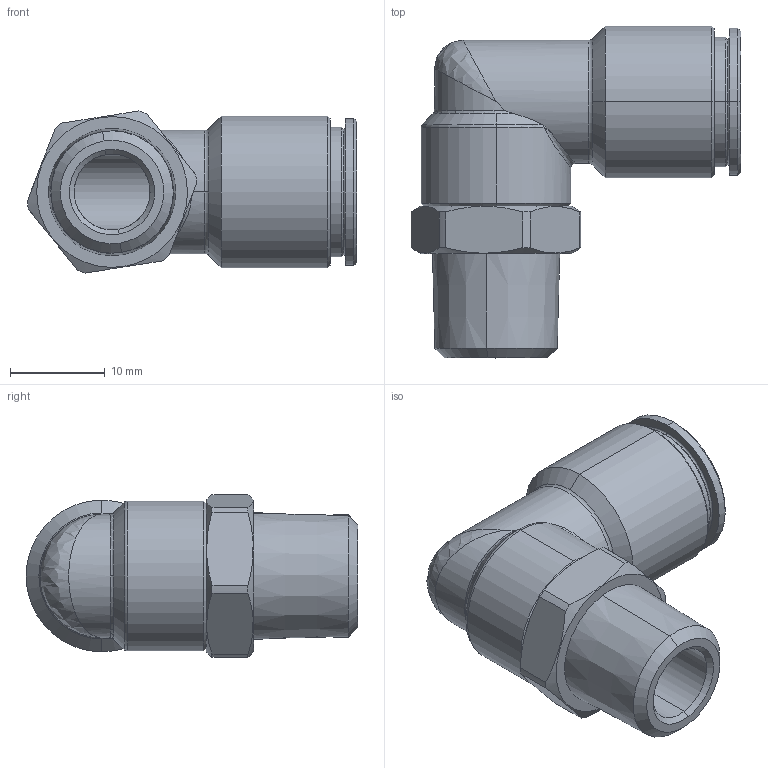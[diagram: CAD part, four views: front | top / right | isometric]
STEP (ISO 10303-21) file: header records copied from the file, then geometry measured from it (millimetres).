
FILE_DESCRIPTION (( 'STEP AP203' ), '1' );
FILE_NAME ('X0050052.STEP', '2010-09-23T16:21:37', ( '' ), ( 'sopra-pneumatic' ), 'SwSTEP 2.0', 'SolidWorks 2009', '' );
FILE_SCHEMA (( 'CONFIG_CONTROL_DESIGN' ));
Length unit declared in the file: millimetre
Products named in the file (1): X0050052
Bounding box: 34.75 x 35 x 17.09 mm (x, y, z)
Volume: 5604.3 mm3; surface area: 4269.4 mm2
Topology: 1 solids, 1 shells, 78 faces, 189 edges, 115 vertices
Faces by surface type: cone 25, cylinder 25, plane 13, torus 11, bspline 4
Entity records: 3608 total; most frequent: CARTESIAN_POINT 1735, DIRECTION 392, ORIENTED_EDGE 374, EDGE_CURVE 187, AXIS2_PLACEMENT_3D 169, VERTEX_POINT 115, CIRCLE 94, EDGE_LOOP 84
